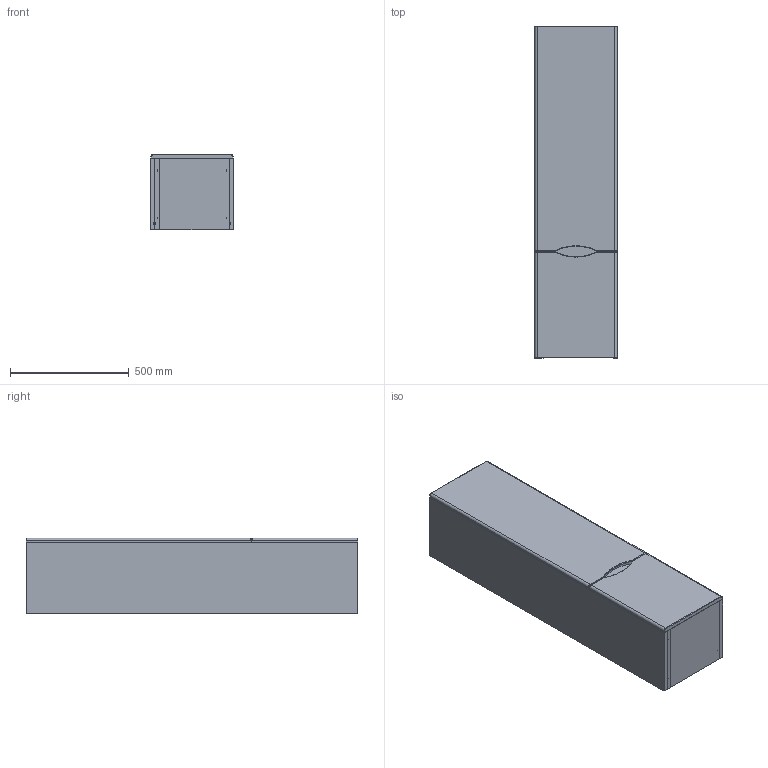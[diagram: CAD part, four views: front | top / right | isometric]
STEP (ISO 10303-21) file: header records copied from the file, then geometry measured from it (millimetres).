
FILE_DESCRIPTION (( 'STEP AP203' ), '1' );
FILE_NAME ('700305 & 700505 & 700905_v11118.STEP', '2021-02-11T14:46:33', ( '' ), ( '' ), 'SwSTEP 2.0', 'SolidWorks 2019', '' );
FILE_SCHEMA (( 'CONFIG_CONTROL_DESIGN' ));
Length unit declared in the file: millimetre
Products named in the file (11): Bottom door; 700305 & 700505 & 700905_v11118; Shelf Pin; Top Door; Front bar; Shelf; Top-Bottom Panel; Built in shelf; Side panel right; Side panel Left; Back board
Assembly tree (24 placements, depth 2):
  700305 & 700505 & 700905_v11118
    Back board
    Side panel Left
    Side panel right
    Top-Bottom Panel  x2
    Built in shelf
    Front bar
    Shelf Pin  x12
    Shelf  x3
    Top Door
    Bottom door
Bounding box: 350 x 1400 x 318 mm (x, y, z)
Volume: 42831925.2 mm3; surface area: 5899211.4 mm2
Topology: 25 solids, 25 shells, 793 faces, 1794 edges, 1124 vertices
Faces by surface type: plane 335, cylinder 326, torus 84, bspline 48
Entity records: 11492 total; most frequent: CARTESIAN_POINT 1880, DIRECTION 1859, ORIENTED_EDGE 1510, EDGE_CURVE 755, AXIS2_PLACEMENT_3D 745, VERTEX_POINT 490, EDGE_LOOP 433, VECTOR 369
